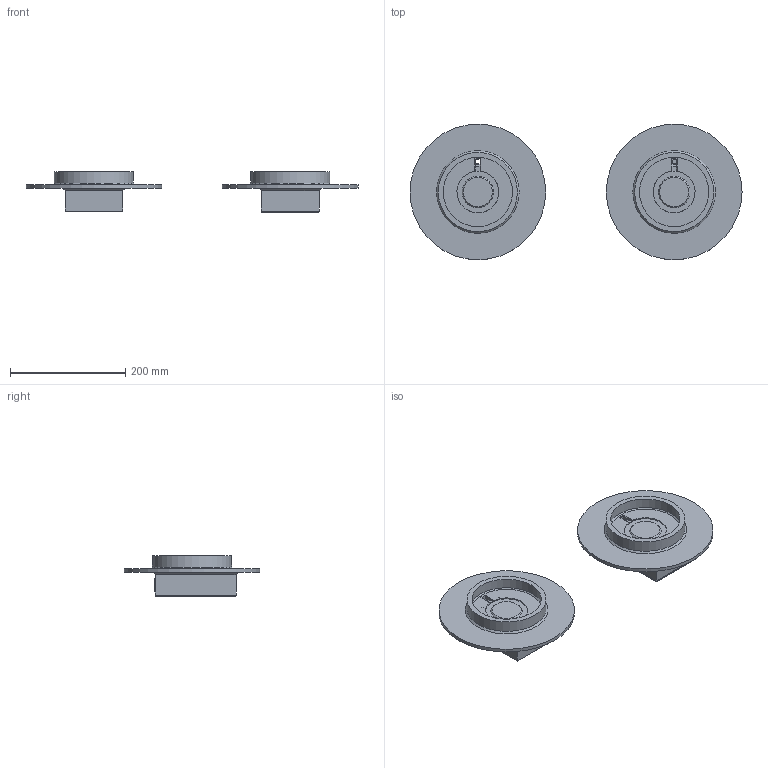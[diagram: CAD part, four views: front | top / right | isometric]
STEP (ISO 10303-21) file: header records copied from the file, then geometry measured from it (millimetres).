
FILE_DESCRIPTION(/* description */ (''),/* implementation_level */ '2;1');
FILE_NAME(/* name */ 'trainlight.step',/* time_stamp */ '2026-02-08T21:59:11Z',/* author */ (''),/* organization */ (''),/* preprocessor_version */ 'ST-DEVELOPER v20.1',/* originating_system */ 'Autodesk Translation Framework v14.24.0.0',/* authorisation */ '');
FILE_SCHEMA (('AUTOMOTIVE_DESIGN { 1 0 10303 214 3 1 1 }'));
Length unit declared in the file: millimetre
Products named in the file (13): trainlight; Wago 221-415; Bauteile; Wago 221-415_1; Bauteile_1; Wago 5er; yheyeye; part_object_id_2; trainlight33; Component1; RS485; XLR-SA219; XLR-SA223
Assembly tree (13 placements, depth 4):
  trainlight
    Wago 221-415
      Bauteile
        Wago 5er
    Wago 221-415_1
      Bauteile_1
        Wago 5er
    yheyeye
      part_object_id_2
    trainlight33
      Component1
      RS485
      XLR-SA219
      XLR-SA223
Bounding box: 575 x 235 x 71 mm (x, y, z)
Volume: 799334.4 mm3; surface area: 346416.6 mm2
Topology: 32 solids, 32 shells, 1564 faces, 3972 edges, 2594 vertices
Faces by surface type: plane 1196, cylinder 289, bspline 62, cone 14, sphere 3
Full cylindrical faces by diameter (mm): 0.4 x8, 1.2 x6, 1.4 x8, 1.9 x3, 2.4 x19, 2.8 x4, 3 x6, 3.2 x3, 3.5 x2, 5.6 x4, 15 x1, 17.5 x1, 19.4 x1, 19.5 x1, 19.6 x1, 22 x1, 23.5 x1, 128 x2, 137 x2, 235 x2
Entity records: 43122 total; most frequent: CARTESIAN_POINT 8161, ORIENTED_EDGE 7134, DIRECTION 6725, EDGE_CURVE 3567, LINE 2913, VECTOR 2913, VERTEX_POINT 2326, AXIS2_PLACEMENT_3D 1906
